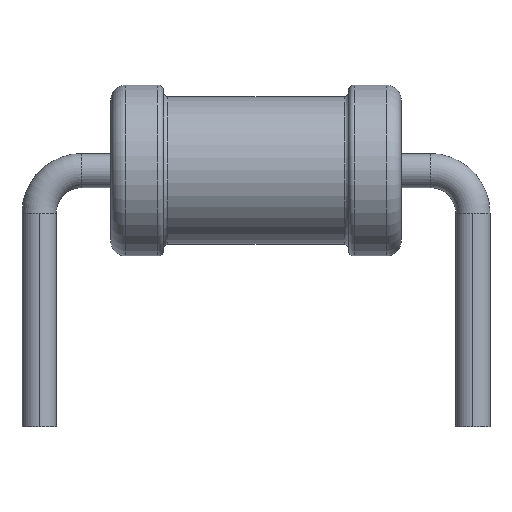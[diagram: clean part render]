
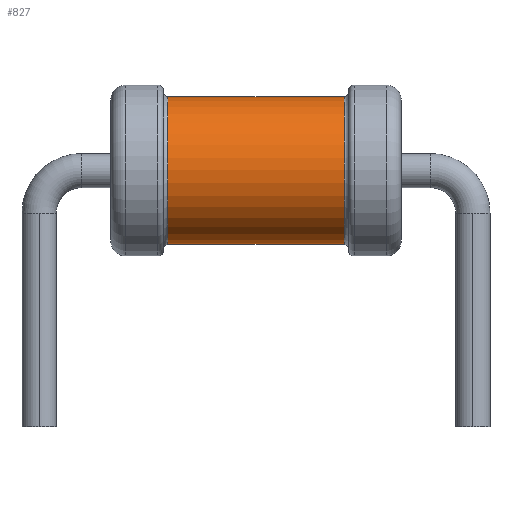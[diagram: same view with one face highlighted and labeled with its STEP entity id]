
A CAD part, top view. The second image highlights one B-rep face of the part: STEP entity #827.
In plain terms, the highlighted cylindrical face has radius 0.864 mm (diameter 1.728 mm), a partial arc.
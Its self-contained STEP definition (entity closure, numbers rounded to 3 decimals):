
#607 = CARTESIAN_POINT ( 'NONE',  ( -1.032, 1.864, 0. ) ) ;
#608 = VERTEX_POINT ( 'NONE', #607 ) ;
#616 = CARTESIAN_POINT ( 'NONE',  ( -1.032, 0.136, 0. ) ) ;
#617 = VERTEX_POINT ( 'NONE', #616 ) ;
#651 = CARTESIAN_POINT ( 'NONE',  ( 1.032, 0.136, 0. ) ) ;
#652 = VERTEX_POINT ( 'NONE', #651 ) ;
#660 = CARTESIAN_POINT ( 'NONE',  ( 1.032, 1.864, 0. ) ) ;
#661 = VERTEX_POINT ( 'NONE', #660 ) ;
#794 = CARTESIAN_POINT ( 'NONE',  ( 1.032, 1., 0. ) ) ;
#795 = DIRECTION ( 'NONE',  ( -1., 0., 0. ) ) ;
#796 = DIRECTION ( 'NONE',  ( 0., 1., 0. ) ) ;
#797 = AXIS2_PLACEMENT_3D ( 'NONE', #794, #795, #796 ) ;
#798 = CIRCLE ( 'NONE', #797, 0.864) ;
#799 = EDGE_CURVE ( 'NONE', #652, #661, #798, .T. ) ;
#800 = ORIENTED_EDGE ( 'NONE', *, *, #799, .T. ) ;
#801 = CARTESIAN_POINT ( 'NONE',  ( -1.7, 1.864, 0. ) ) ;
#802 = DIRECTION ( 'NONE',  ( -1., 0., 0. ) ) ;
#803 = VECTOR ( 'NONE', #802, 1000. ) ;
#804 = LINE ( 'NONE', #801, #803 ) ;
#805 = EDGE_CURVE ( 'NONE', #661, #608, #804, .T. ) ;
#806 = ORIENTED_EDGE ( 'NONE', *, *, #805, .T. ) ;
#807 = CARTESIAN_POINT ( 'NONE',  ( -1.032, 1., 0. ) ) ;
#808 = DIRECTION ( 'NONE',  ( 1., 0., 0. ) ) ;
#809 = DIRECTION ( 'NONE',  ( 0., -1., 0. ) ) ;
#810 = AXIS2_PLACEMENT_3D ( 'NONE', #807, #808, #809 ) ;
#811 = CIRCLE ( 'NONE', #810, 0.864) ;
#812 = EDGE_CURVE ( 'NONE', #608, #617, #811, .T. ) ;
#813 = ORIENTED_EDGE ( 'NONE', *, *, #812, .T. ) ;
#814 = CARTESIAN_POINT ( 'NONE',  ( -1.7, 0.136, 0. ) ) ;
#815 = DIRECTION ( 'NONE',  ( -1., 0., 0. ) ) ;
#816 = VECTOR ( 'NONE', #815, 1000. ) ;
#817 = LINE ( 'NONE', #814, #816 ) ;
#818 = EDGE_CURVE ( 'NONE', #652, #617, #817, .T. ) ;
#819 = ORIENTED_EDGE ( 'NONE', *, *, #818, .F. ) ;
#820 = EDGE_LOOP ( 'NONE', ( #800, #806, #813, #819 ) ) ;
#821 = FACE_OUTER_BOUND ( 'NONE', #820, .T. ) ;
#822 = CARTESIAN_POINT ( 'NONE',  ( -1.7, 1., 0. ) ) ;
#823 = DIRECTION ( 'NONE',  ( -1., 0., 0. ) ) ;
#824 = DIRECTION ( 'NONE',  ( 0., -1., 0. ) ) ;
#825 = AXIS2_PLACEMENT_3D ( 'NONE', #822, #823, #824 ) ;
#826 = CYLINDRICAL_SURFACE ( 'NONE', #825, 0.864) ;
#827 = ADVANCED_FACE ( 'NONE', ( #821 ), #826, .T. ) ;
